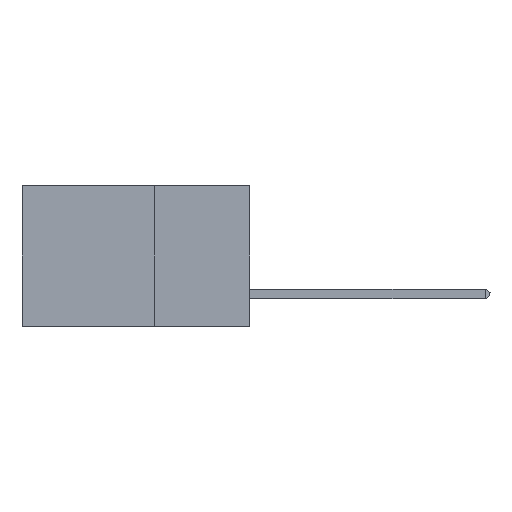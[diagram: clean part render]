
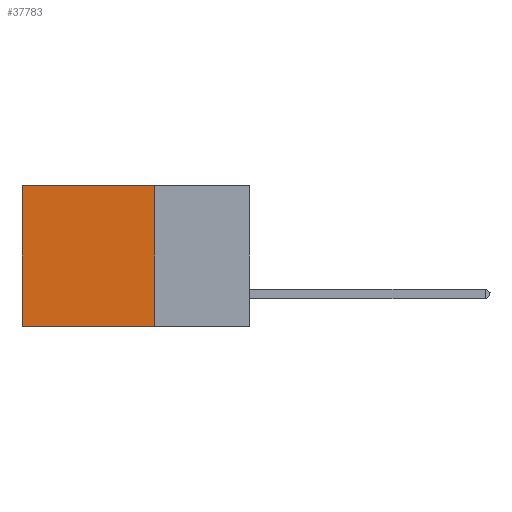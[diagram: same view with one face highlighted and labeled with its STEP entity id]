
A CAD part, left-side view. The second image highlights one B-rep face of the part: STEP entity #37783.
In plain terms, the highlighted planar face has unit normal (-1, 0, 0).
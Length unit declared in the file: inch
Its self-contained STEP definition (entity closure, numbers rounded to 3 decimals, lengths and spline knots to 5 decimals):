
#1441 = EDGE_CURVE ( 'NONE', #6974, #4387, #27972, .T. ) ;
#1688 = ORIENTED_EDGE ( 'NONE', *, *, #8481, .F. ) ;
#2492 = VERTEX_POINT ( 'NONE', #38890 ) ;
#3115 = PLANE ( 'NONE',  #9530 ) ;
#3451 = VECTOR ( 'NONE', #39876, 39.37008 ) ;
#4387 = VERTEX_POINT ( 'NONE', #15801 ) ;
#5482 = LINE ( 'NONE', #23239, #30199 ) ;
#6974 = VERTEX_POINT ( 'NONE', #35463 ) ;
#8190 = CARTESIAN_POINT ( 'NONE',  ( 0.2875, 0.6, -0.37 ) ) ;
#8481 = EDGE_CURVE ( 'NONE', #6974, #2492, #5482, .T. ) ;
#9244 = VECTOR ( 'NONE', #12062, 39.37008 ) ;
#9530 = AXIS2_PLACEMENT_3D ( 'NONE', #15845, #18395, #32058 ) ;
#10481 = ORIENTED_EDGE ( 'NONE', *, *, #33337, .F. ) ;
#11430 = CARTESIAN_POINT ( 'NONE',  ( 0.2875, 0.6, 0. ) ) ;
#12062 = DIRECTION ( 'NONE',  ( 0., 1., 0. ) ) ;
#12196 = CARTESIAN_POINT ( 'NONE',  ( 0.2875, 0.25, 0. ) ) ;
#13051 = VECTOR ( 'NONE', #29452, 39.37008 ) ;
#15801 = CARTESIAN_POINT ( 'NONE',  ( 0.2875, 0.6, 0. ) ) ;
#15845 = CARTESIAN_POINT ( 'NONE',  ( 0.2875, 0.25, 0. ) ) ;
#16610 = DIRECTION ( 'NONE',  ( 0., 0., -1. ) ) ;
#18395 = DIRECTION ( 'NONE',  ( 1., 0., 0. ) ) ;
#19171 = CARTESIAN_POINT ( 'NONE',  ( 0.2875, 0.25, -0.37 ) ) ;
#19423 = EDGE_CURVE ( 'NONE', #4387, #22333, #21314, .T. ) ;
#20200 = FACE_OUTER_BOUND ( 'NONE', #31007, .T. ) ;
#21314 = LINE ( 'NONE', #11430, #3451 ) ;
#22333 = VERTEX_POINT ( 'NONE', #8190 ) ;
#23118 = ORIENTED_EDGE ( 'NONE', *, *, #1441, .T. ) ;
#23239 = CARTESIAN_POINT ( 'NONE',  ( 0.2875, 0.25, 0. ) ) ;
#23725 = ORIENTED_EDGE ( 'NONE', *, *, #19423, .T. ) ;
#27972 = LINE ( 'NONE', #12196, #9244 ) ;
#29452 = DIRECTION ( 'NONE',  ( 0., 1., 0. ) ) ;
#30199 = VECTOR ( 'NONE', #16610, 39.37008 ) ;
#31007 = EDGE_LOOP ( 'NONE', ( #23725, #10481, #1688, #23118 ) ) ;
#32058 = DIRECTION ( 'NONE',  ( 0., 0., -1. ) ) ;
#33337 = EDGE_CURVE ( 'NONE', #2492, #22333, #39234, .T. ) ;
#35463 = CARTESIAN_POINT ( 'NONE',  ( 0.2875, 0.25, 0. ) ) ;
#37783 = ADVANCED_FACE ( 'NONE', ( #20200 ), #3115, .F. ) ;
#38890 = CARTESIAN_POINT ( 'NONE',  ( 0.2875, 0.25, -0.37 ) ) ;
#39234 = LINE ( 'NONE', #19171, #13051 ) ;
#39876 = DIRECTION ( 'NONE',  ( 0., 0., -1. ) ) ;
